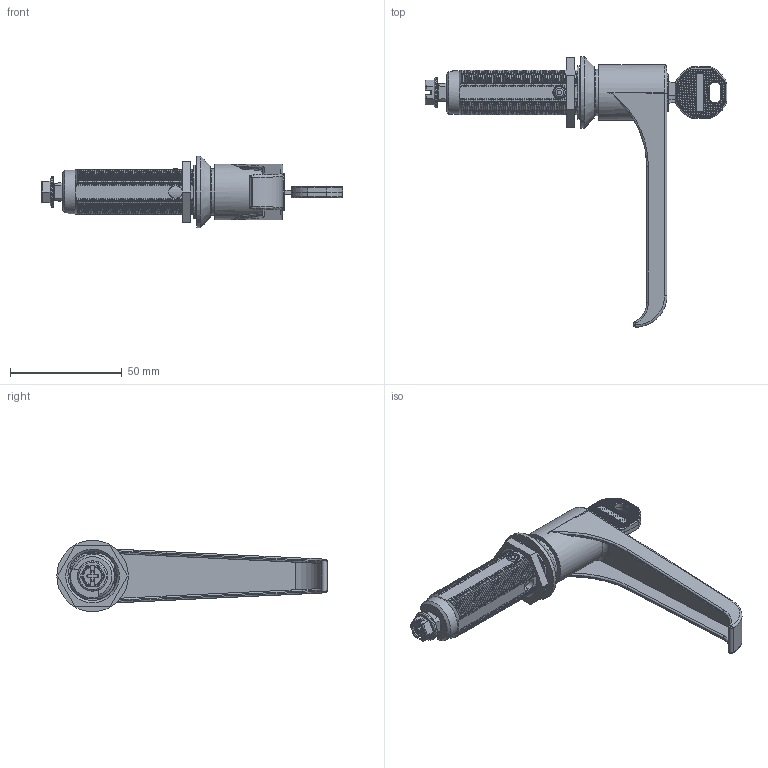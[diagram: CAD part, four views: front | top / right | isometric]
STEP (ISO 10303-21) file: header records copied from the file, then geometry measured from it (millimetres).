
FILE_DESCRIPTION(/* description */ (''),/* implementation_level */ '2;1');
FILE_NAME(/* name */ '50-020-0.step',/* time_stamp */ '2021-07-19T09:38:07-04:00',/* author */ (''),/* organization */ (''),/* preprocessor_version */ 'ST-DEVELOPER v18.1',/* originating_system */ 'Autodesk Translation Framework v10.9.0.1377',/* authorisation */ '');
FILE_SCHEMA (('AUTOMOTIVE_DESIGN { 1 0 10303 214 3 1 1 }'));
Products named in the file (21): 50-020-0; 1000-23; 1000-02; DIN3771_15X3_5; 1000-B56_ASM; 1005-12; 1044-03-01; 1108-U2_RAUS_ASM; 1108-08-01; 1108-U35_ASM; 1108-14-333; 1108-15; 1108-15-01; 1108-27; 1108-24; 1108-25; 103; 1000-209; 1000-367; 1000-277-21; 1000-366
Assembly tree (24 placements, depth 5):
  50-020-0
    1000-23
    1000-02
    DIN3771_15X3_5
    1000-B56_ASM
      1005-12
      1044-03-01
      1108-U2_RAUS_ASM
        1108-08-01
        1108-U35_ASM
          1108-14-333
          1108-15
          1108-15-01
        1108-27
        1108-24
        1108-25  x5
      103
      1000-209
    1000-367
    1000-277-21
    1000-366
Bounding box: 135 x 121 x 32 mm (x, y, z)
Volume: 48047.2 mm3; surface area: 39036.2 mm2
Topology: 21 solids, 70 shells, 3683 faces, 9784 edges, 6261 vertices
Faces by surface type: cylinder 2332, plane 824, bspline 472, torus 32, cone 19, sphere 4
Full cylindrical faces by diameter (mm): 1 x4, 1.8 x1, 2.6 x1, 3 x2, 4.95 x1, 5 x1, 5.1 x3, 5.5 x1, 5.6 x1, 8.4 x2, 8.65 x1, 9.9 x1, 10 x1, 11.8 x1, 12 x3, 12.8 x1, 13.5 x1, 14.8 x1, 15 x1, 16.1 x1, 16.7 x1, 17.2 x1, 19.6 x1, 20.376 x1, 20.8 x1, 21.5 x1, 25 x1, 32 x1
Entity records: 144328 total; most frequent: CARTESIAN_POINT 55962, ORIENTED_EDGE 19280, DIRECTION 17708, EDGE_CURVE 9640, AXIS2_PLACEMENT_3D 7129, VERTEX_POINT 6165, EDGE_LOOP 3707, FACE_OUTER_BOUND 3627
